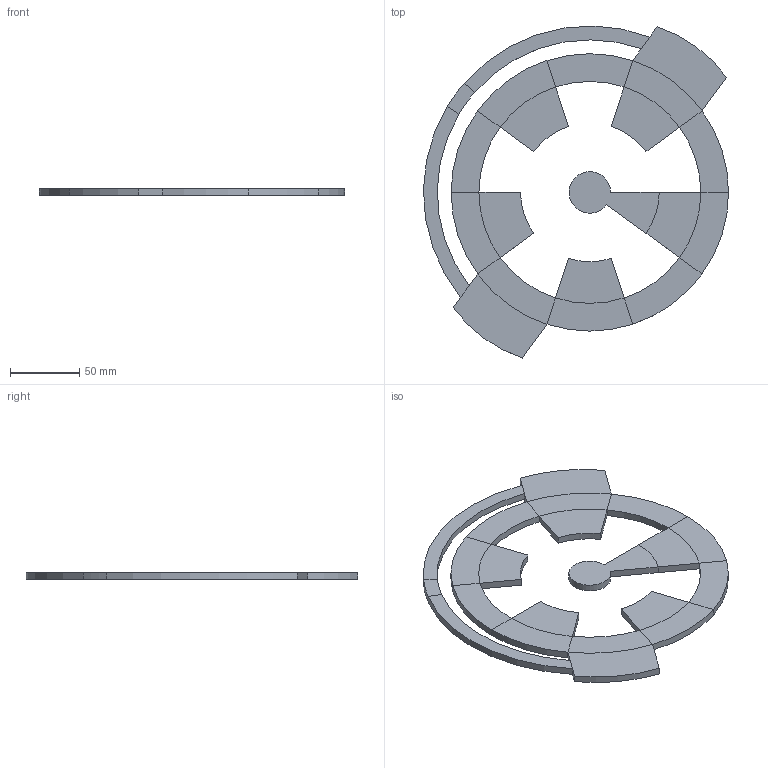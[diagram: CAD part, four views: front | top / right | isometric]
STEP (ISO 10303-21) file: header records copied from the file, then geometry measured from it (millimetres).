
FILE_DESCRIPTION(('Open CASCADE Model'),'2;1');
FILE_NAME('Open CASCADE Shape Model','2016-05-08T20:29:18',('Author'),( 'Open CASCADE'),'Open CASCADE STEP processor 6.9','Open CASCADE 6.9' ,'Unknown');
FILE_SCHEMA(('AUTOMOTIVE_DESIGN { 1 0 10303 214 1 1 1 1 }'));
Length unit declared in the file: metre
Products named in the file (1): Open CASCADE STEP translator 6.9 1
Bounding box: 219.98 x 239.36 x 5 mm (x, y, z)
Volume: 127763.5 mm3; surface area: 61889.3 mm2
Topology: 1 solids, 1 shells, 86 faces, 176 edges, 88 vertices
Faces by surface type: plane 60, cylinder 26
Entity records: 4364 total; most frequent: CARTESIAN_POINT 845, DIRECTION 648, ORIENTED_EDGE 352, PCURVE 352, DEFINITIONAL_REPRESENTATION 352, LINE 258, VECTOR 258, EDGE_CURVE 176
